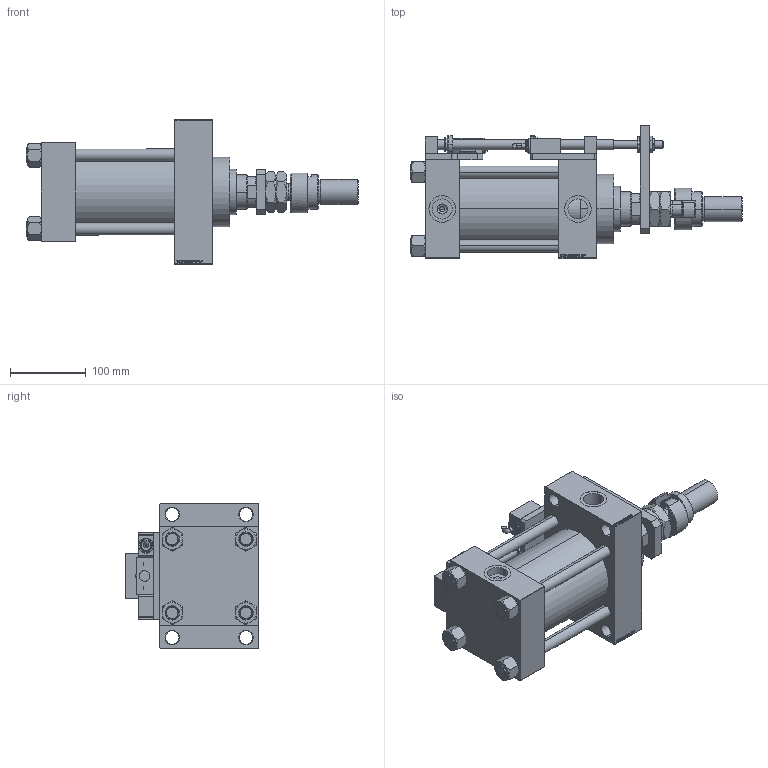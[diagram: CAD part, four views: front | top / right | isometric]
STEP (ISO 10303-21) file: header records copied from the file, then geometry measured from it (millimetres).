
FILE_DESCRIPTION (( 'STEP AP203' ), '1' );
FILE_NAME ('df40.STEP', '2022-11-23T07:29:59', ( '' ), ( '' ), 'SwSTEP 2.0', 'SolidWorks 2019', '' );
FILE_SCHEMA (( 'CONFIG_CONTROL_DESIGN' ));
Length unit declared in the file: millimetre
Products named in the file (19): V215CD_SWITCH_Q_NUT 37c47a7e5ac60aa6c6aeee36082719d8; V215CD_SWITCH_Q_SWITCH 37c47a7e5ac60aa6c6aeee36082719d8; V215CD_D_TYCINKA 37c47a7e5ac60aa6c6aeee36082719d8; V215CD_SWITCH_Q_ZARAZKA 37c47a7e5ac60aa6c6aeee36082719d8; V215CD_SWITCH_Q_TYC 37c47a7e5ac60aa6c6aeee36082719d8; V215CD_SWITCH_Q_PODLOZKA_BACK 37c47a7e5ac60aa6c6aeee36082719d8; V215CD_D_Body 37c47a7e5ac60aa6c6aeee36082719d8; V215CD_VCP_D 37c47a7e5ac60aa6c6aeee36082719d8; V215CD_SWITCH_Q_MAGNET 37c47a7e5ac60aa6c6aeee36082719d8; V215CD_SWITCH_Q_NUT10 37c47a7e5ac60aa6c6aeee36082719d8; df40; FEMALE_PART_FOR_DFA 37c47a7e5ac60aa6c6aeee36082719d8; V215CD_VC_A 37c47a7e5ac60aa6c6aeee36082719d8; V215CD_NUT_M5_D 37c47a7e5ac60aa6c6aeee36082719d8; V215CD_C_DFAS_SWITCH 37c47a7e5ac60aa6c6aeee36082719d8; V215CD_SWITCH_Q_PODLOZKA_FRONT 37c47a7e5ac60aa6c6aeee36082719d8; MFA 37c47a7e5ac60aa6c6aeee36082719d8; V215CD_SWITCH_Q_DIMA 37c47a7e5ac60aa6c6aeee36082719d8; V215CD_SWITCH_Q_BLOK 37c47a7e5ac60aa6c6aeee36082719d8
Assembly tree (27 placements, depth 3):
  df40
    V215CD_D_Body 37c47a7e5ac60aa6c6aeee36082719d8
    V215CD_VC_A 37c47a7e5ac60aa6c6aeee36082719d8
    V215CD_VCP_D 37c47a7e5ac60aa6c6aeee36082719d8
    V215CD_D_TYCINKA 37c47a7e5ac60aa6c6aeee36082719d8  x4
    V215CD_NUT_M5_D 37c47a7e5ac60aa6c6aeee36082719d8  x4
    V215CD_SWITCH_Q_BLOK 37c47a7e5ac60aa6c6aeee36082719d8  x2
    V215CD_SWITCH_Q_DIMA 37c47a7e5ac60aa6c6aeee36082719d8
    V215CD_SWITCH_Q_MAGNET 37c47a7e5ac60aa6c6aeee36082719d8  x2
    V215CD_SWITCH_Q_NUT 37c47a7e5ac60aa6c6aeee36082719d8
    V215CD_SWITCH_Q_NUT10 37c47a7e5ac60aa6c6aeee36082719d8
    V215CD_SWITCH_Q_PODLOZKA_BACK 37c47a7e5ac60aa6c6aeee36082719d8
    V215CD_SWITCH_Q_PODLOZKA_FRONT 37c47a7e5ac60aa6c6aeee36082719d8
    V215CD_SWITCH_Q_SWITCH 37c47a7e5ac60aa6c6aeee36082719d8  x2
    V215CD_SWITCH_Q_TYC 37c47a7e5ac60aa6c6aeee36082719d8
    V215CD_SWITCH_Q_ZARAZKA 37c47a7e5ac60aa6c6aeee36082719d8
    V215CD_C_DFAS_SWITCH 37c47a7e5ac60aa6c6aeee36082719d8
      FEMALE_PART_FOR_DFA 37c47a7e5ac60aa6c6aeee36082719d8
      MFA 37c47a7e5ac60aa6c6aeee36082719d8
Bounding box: 437 x 175 x 190 mm (x, y, z)
Volume: 3292752.2 mm3; surface area: 544710.2 mm2
Topology: 26 solids, 26 shells, 1472 faces, 3617 edges, 2330 vertices
Faces by surface type: plane 696, bspline 368, cone 195, cylinder 173, torus 40
Entity records: 56465 total; most frequent: CARTESIAN_POINT 26885, ORIENTED_EDGE 6174, DIRECTION 4500, EDGE_CURVE 3087, VERTEX_POINT 2004, LINE 1798, VECTOR 1798, EDGE_LOOP 1407
